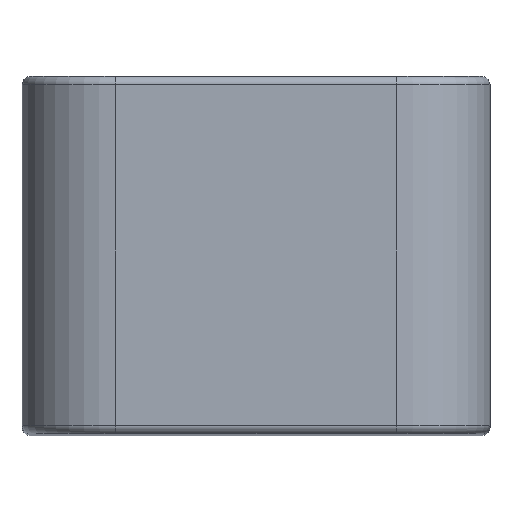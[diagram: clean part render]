
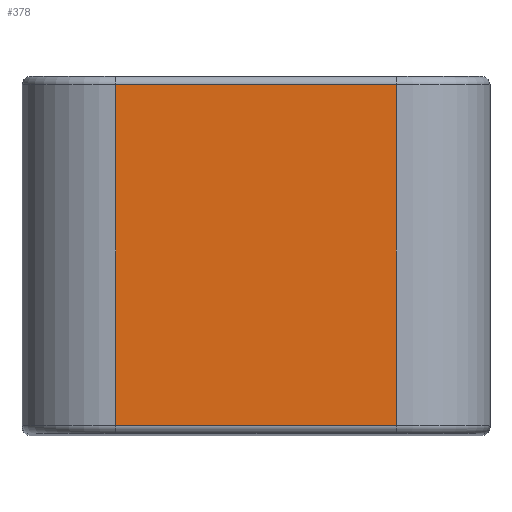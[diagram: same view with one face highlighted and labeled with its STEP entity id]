
A CAD part, top view. The second image highlights one B-rep face of the part: STEP entity #378.
In plain terms, the highlighted planar face has unit normal (0, 0, 1).
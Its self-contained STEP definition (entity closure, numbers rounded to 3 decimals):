
#25=PLANE('',#430);
#44=LINE('',#755,#68);
#47=LINE('',#772,#71);
#48=LINE('',#776,#72);
#49=LINE('',#778,#73);
#68=VECTOR('',#518,10.);
#71=VECTOR('',#543,10.);
#72=VECTOR('',#550,10.);
#73=VECTOR('',#553,10.);
#110=FACE_OUTER_BOUND('',#136,.T.);
#136=EDGE_LOOP('',(#339,#340,#341,#342));
#189=VERTEX_POINT('',#747);
#191=VERTEX_POINT('',#753);
#193=VERTEX_POINT('',#766);
#194=VERTEX_POINT('',#770);
#233=EDGE_CURVE('',#191,#189,#44,.T.);
#242=EDGE_CURVE('',#193,#194,#47,.T.);
#244=EDGE_CURVE('',#194,#191,#48,.T.);
#245=EDGE_CURVE('',#189,#193,#49,.T.);
#339=ORIENTED_EDGE('',*,*,#233,.F.);
#340=ORIENTED_EDGE('',*,*,#244,.F.);
#341=ORIENTED_EDGE('',*,*,#242,.F.);
#342=ORIENTED_EDGE('',*,*,#245,.F.);
#378=ADVANCED_FACE('',(#110),#25,.T.);
#430=AXIS2_PLACEMENT_3D('',#777,#551,#552);
#518=DIRECTION('',(-1.,0.,0.));
#543=DIRECTION('',(1.,0.,0.));
#550=DIRECTION('',(0.,-1.,0.));
#551=DIRECTION('center_axis',(0.,0.,1.));
#552=DIRECTION('ref_axis',(1.,0.,0.));
#553=DIRECTION('',(0.,1.,0.));
#747=CARTESIAN_POINT('',(-16.5,1.,67.5));
#753=CARTESIAN_POINT('',(16.5,1.,67.5));
#755=CARTESIAN_POINT('',(-13.75,1.,67.5));
#766=CARTESIAN_POINT('',(-16.5,41.,67.5));
#770=CARTESIAN_POINT('',(16.5,41.,67.5));
#772=CARTESIAN_POINT('',(-13.75,41.,67.5));
#776=CARTESIAN_POINT('',(16.5,0.,67.5));
#777=CARTESIAN_POINT('Origin',(-27.5,0.,67.5));
#778=CARTESIAN_POINT('',(-16.5,0.,67.5));
